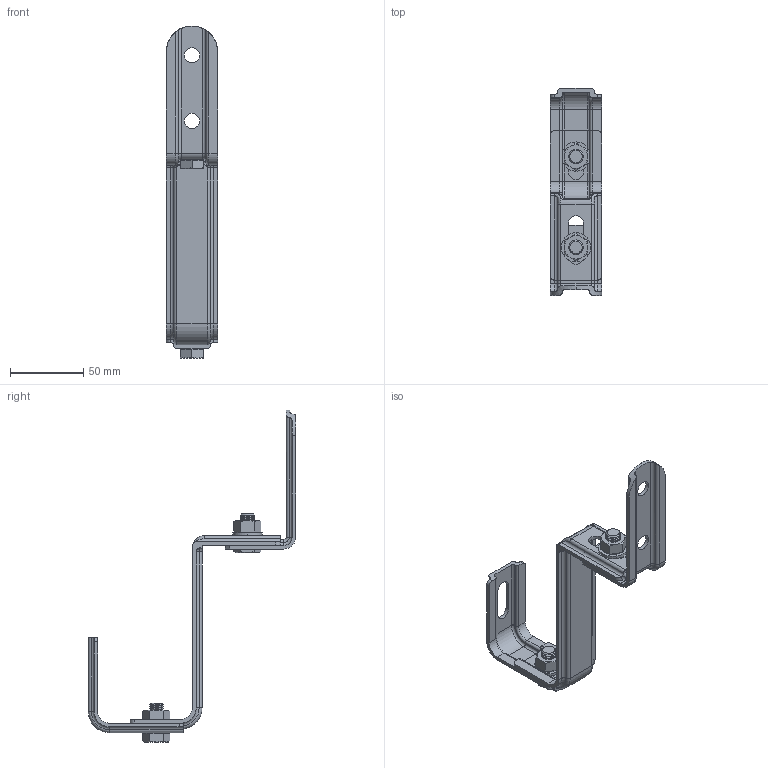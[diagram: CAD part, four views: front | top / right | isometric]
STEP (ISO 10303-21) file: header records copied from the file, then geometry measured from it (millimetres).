
FILE_DESCRIPTION (( 'STEP AP203' ), '1' );
FILE_NAME ('084.106.145A.STEP', '2013-01-23T10:40:08', ( 'Alusic' ), ( 'Alusic' ), 'SwSTEP 2.0', 'SolidWorks 2011', '' );
FILE_SCHEMA (( 'CONFIG_CONTROL_DESIGN' ));
Length unit declared in the file: millimetre
Products named in the file (7): 084.106.144-2; Rosetta ISO 7089_Washer ISO 7089 - 10; 084.106.145A; 084.106.144-3; Dado esagonale ISO 4032_Hexagon Nut ISO - 4032 - M10 - W - N; Vite con testa esagonale ISO 4017_ISO 4017 - M10 x 20-S; 084.106.145-1
Assembly tree (9 placements, depth 2):
  084.106.145A
    Rosetta ISO 7089_Washer ISO 7089 - 10  x2
    084.106.145-1
    Dado esagonale ISO 4032_Hexagon Nut ISO - 4032 - M10 - W - N  x2
    Vite con testa esagonale ISO 4017_ISO 4017 - M10 x 20-S  x2
    084.106.144-2
    084.106.144-3
Bounding box: 35 x 141.75 x 226.9 mm (x, y, z)
Volume: 58977.5 mm3; surface area: 45715.3 mm2
Topology: 9 solids, 9 shells, 496 faces, 1208 edges, 730 vertices
Faces by surface type: cylinder 185, cone 140, plane 131, torus 34, bspline 6
Entity records: 12013 total; most frequent: CARTESIAN_POINT 2669, DIRECTION 1942, ORIENTED_EDGE 1724, EDGE_CURVE 862, AXIS2_PLACEMENT_3D 771, VERTEX_POINT 522, CIRCLE 412, LINE 400
